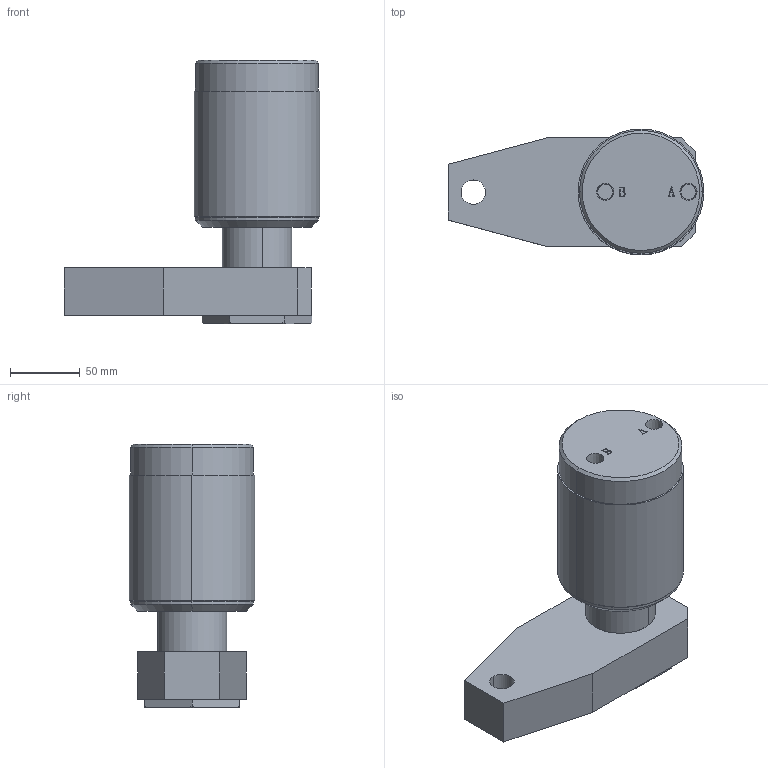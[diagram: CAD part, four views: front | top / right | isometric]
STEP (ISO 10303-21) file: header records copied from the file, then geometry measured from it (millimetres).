
FILE_DESCRIPTION (( 'STEP AP203' ), '1' );
FILE_NAME ('HPS-63DA.STEP', '2019-10-12T05:52:01', ( '微软用户' ), ( '微软中国' ), 'SwSTEP 2.0', 'SolidWorks 2012', '' );
FILE_SCHEMA (( 'CONFIG_CONTROL_DESIGN' ));
Length unit declared in the file: millimetre
Products named in the file (5): HPS-63DA; HPS-63揤旋; HPS-63鞠褒蹟譫; HPS-63活塞杆; HPS-63DA掛极
Assembly tree (4 placements, depth 2):
  HPS-63DA
    HPS-63DA掛极
    HPS-63活塞杆
    HPS-63鞠褒蹟譫
    HPS-63揤旋
Bounding box: 183 x 90 x 188.5 mm (x, y, z)
Volume: 1154826.2 mm3; surface area: 143408.4 mm2
Topology: 4 solids, 4 shells, 158 faces, 375 edges, 242 vertices
Faces by surface type: plane 72, cone 34, cylinder 30, bspline 16, torus 6
Entity records: 5848 total; most frequent: CARTESIAN_POINT 1718, ORIENTED_EDGE 750, DIRECTION 727, EDGE_CURVE 375, AXIS2_PLACEMENT_3D 259, VERTEX_POINT 242, LINE 209, VECTOR 209
